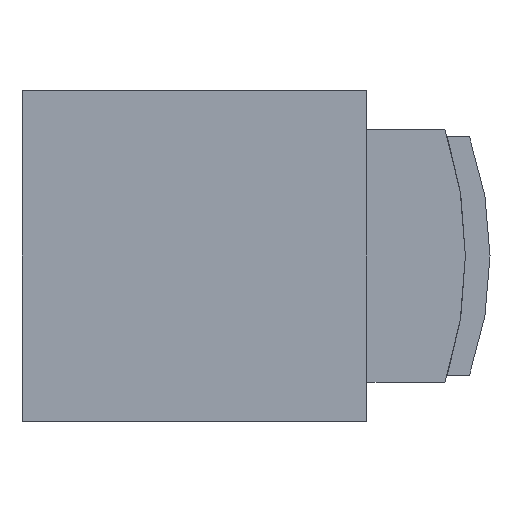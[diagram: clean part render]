
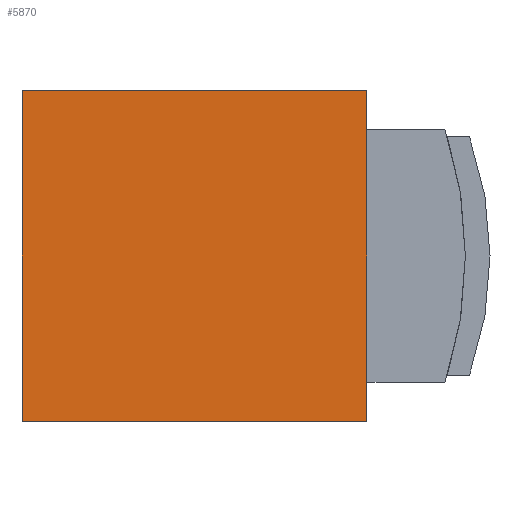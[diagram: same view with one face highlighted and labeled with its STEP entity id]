
A CAD part, front view. The second image highlights one B-rep face of the part: STEP entity #5870.
In plain terms, the highlighted planar face has unit normal (0, -1, 0).
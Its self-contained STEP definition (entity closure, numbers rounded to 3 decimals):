
#104=PLANE('',#6193);
#254=LINE('',#7697,#741);
#275=LINE('',#7785,#762);
#400=LINE('',#8111,#887);
#440=LINE('',#8220,#927);
#741=VECTOR('',#6466,1000.);
#762=VECTOR('',#6515,1000.);
#887=VECTOR('',#6754,1000.);
#927=VECTOR('',#6836,1000.);
#1572=ORIENTED_EDGE('',*,*,#2477,.F.);
#1573=ORIENTED_EDGE('',*,*,#2672,.F.);
#1574=ORIENTED_EDGE('',*,*,#2511,.F.);
#1575=ORIENTED_EDGE('',*,*,#2728,.F.);
#2477=EDGE_CURVE('',#3100,#3101,#254,.T.);
#2511=EDGE_CURVE('',#3132,#3133,#275,.T.);
#2672=EDGE_CURVE('',#3133,#3100,#400,.T.);
#2728=EDGE_CURVE('',#3101,#3132,#440,.T.);
#3100=VERTEX_POINT('',#7696);
#3101=VERTEX_POINT('',#7698);
#3132=VERTEX_POINT('',#7784);
#3133=VERTEX_POINT('',#7786);
#3666=EDGE_LOOP('',(#1572,#1573,#1574,#1575));
#3939=FACE_BOUND('',#3666,.T.);
#5870=ADVANCED_FACE('',(#3939),#104,.F.);
#6193=AXIS2_PLACEMENT_3D('',#8296,#6906,#6907);
#6466=DIRECTION('',(0.,0.,1.));
#6515=DIRECTION('',(0.,0.,-1.));
#6754=DIRECTION('',(-1.,0.,0.));
#6836=DIRECTION('',(1.,0.,0.));
#6906=DIRECTION('',(0.,1.,0.));
#6907=DIRECTION('',(0.,0.,1.));
#7696=CARTESIAN_POINT('',(-21.,-31.5,-20.1));
#7697=CARTESIAN_POINT('',(-21.,-31.5,-20.1));
#7698=CARTESIAN_POINT('',(-21.,-31.5,20.1));
#7784=CARTESIAN_POINT('',(21.,-31.5,20.1));
#7785=CARTESIAN_POINT('',(21.,-31.5,20.1));
#7786=CARTESIAN_POINT('',(21.,-31.5,-20.1));
#8111=CARTESIAN_POINT('',(21.,-31.5,-20.1));
#8220=CARTESIAN_POINT('',(-21.,-31.5,20.1));
#8296=CARTESIAN_POINT('',(0.,-31.5,0.));
